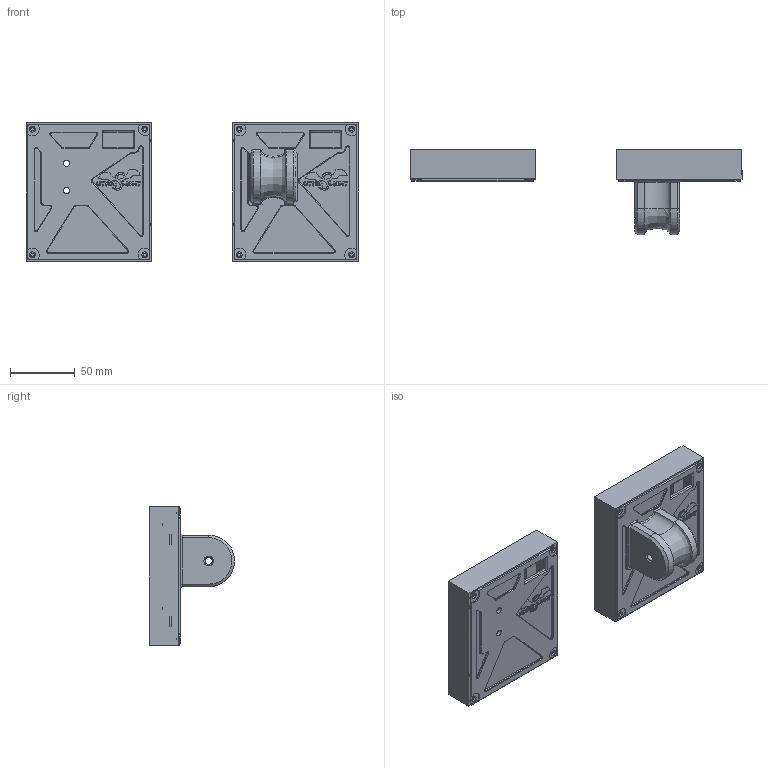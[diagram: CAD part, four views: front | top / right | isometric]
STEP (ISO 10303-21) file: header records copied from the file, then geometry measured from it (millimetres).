
FILE_DESCRIPTION(/* description */ (''),/* implementation_level */ '2;1');
FILE_NAME(/* name */ 'CR10 Side Screen v11.step',/* time_stamp */ '2022-04-01T04:00:07+01:00',/* author */ (''),/* organization */ (''),/* preprocessor_version */ 'ST-DEVELOPER v18.1',/* originating_system */ 'Autodesk Translation Framework v10.10.0.1391',/* authorisation */ '');
FILE_SCHEMA (('AUTOMOTIVE_DESIGN { 1 0 10303 214 3 1 1 }'));
Length unit declared in the file: millimetre
Products named in the file (7): CR10 Side Screen; Complete Case; CR10 Rear Panel; Ender_3_LCD_Holder_Top_with_holes_for_a_backlight_on_off_switch.f3d  
v1; Combined Rear Mount; Component19; Modded CR10 box
Assembly tree (6 placements, depth 3):
  CR10 Side Screen
    Complete Case
    CR10 Rear Panel
      Ender_3_LCD_Holder_Top_with_holes_for_a_backlight_on_off_switch.f3d  
v1
    Combined Rear Mount
    Component19
    Modded CR10 box
Bounding box: 256.9 x 65.8 x 107.25 mm (x, y, z)
Volume: 159530.6 mm3; surface area: 117413 mm2
Topology: 4 solids, 4 shells, 1074 faces, 2800 edges, 1803 vertices
Faces by surface type: plane 566, bspline 235, cylinder 209, torus 52, sphere 8, cone 4
Full cylindrical faces by diameter (mm): 2.6 x16, 3 x4, 4.5 x8, 4.8 x2, 5.5 x1, 10 x2
Entity records: 35904 total; most frequent: CARTESIAN_POINT 10676, ORIENTED_EDGE 5600, DIRECTION 4545, EDGE_CURVE 2800, LINE 1847, VECTOR 1847, VERTEX_POINT 1803, AXIS2_PLACEMENT_3D 1349
